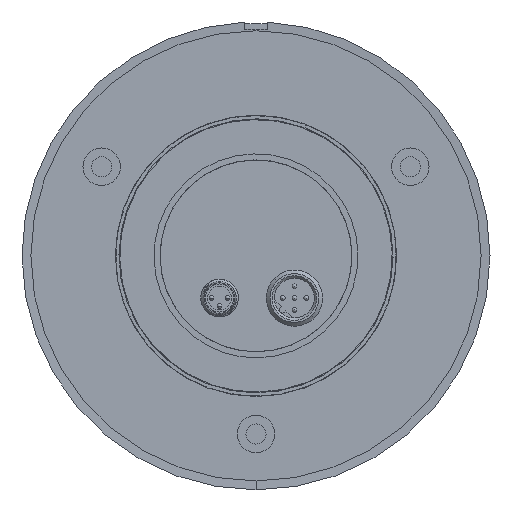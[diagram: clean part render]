
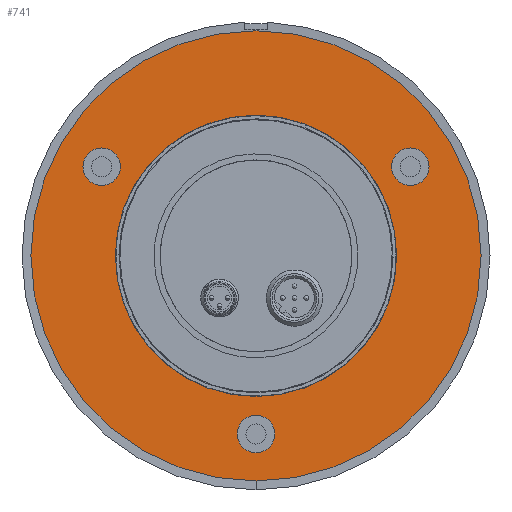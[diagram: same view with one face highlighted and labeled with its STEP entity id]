
A CAD part, front view. The second image highlights one B-rep face of the part: STEP entity #741.
In plain terms, the highlighted planar face has unit normal (0, -1, 0).
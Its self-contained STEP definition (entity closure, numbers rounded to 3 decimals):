
#450 = EDGE_CURVE ( 'NONE', #4702, #4701, #3237, .T. ) ;
#453 = EDGE_CURVE ( 'NONE', #4700, #4699, #3245, .T. ) ;
#457 = EDGE_CURVE ( 'NONE', #5811, #5810, #794, .T. ) ;
#461 = EDGE_CURVE ( 'NONE', #5807, #5806, #799, .T. ) ;
#466 = EDGE_CURVE ( 'NONE', #5800, #5801, #797, .T. ) ;
#469 = EDGE_CURVE ( 'NONE', #5801, #5800, #803, .T. ) ;
#470 = EDGE_CURVE ( 'NONE', #5806, #5807, #808, .T. ) ;
#472 = EDGE_CURVE ( 'NONE', #5810, #5811, #814, .T. ) ;
#474 = EDGE_CURVE ( 'NONE', #4699, #4700, #818, .T. ) ;
#476 = EDGE_CURVE ( 'NONE', #4701, #4702, #822, .T. ) ;
#741 = ADVANCED_FACE ( 'NONE', ( #2193, #2194, #2195, #2196, #2197 ), #5370, .F. ) ;
#794 = CIRCLE ( 'NONE', #795, 4. ) ;
#795 = AXIS2_PLACEMENT_3D ( 'NONE', #1740, #1738, #1737 ) ;
#797 = CIRCLE ( 'NONE', #809, 48. ) ;
#799 = CIRCLE ( 'NONE', #801, 4. ) ;
#801 = AXIS2_PLACEMENT_3D ( 'NONE', #1724, #1723, #1721 ) ;
#803 = CIRCLE ( 'NONE', #815, 48. ) ;
#808 = CIRCLE ( 'NONE', #817, 4. ) ;
#809 = AXIS2_PLACEMENT_3D ( 'NONE', #1703, #1702, #1701 ) ;
#814 = CIRCLE ( 'NONE', #821, 4. ) ;
#815 = AXIS2_PLACEMENT_3D ( 'NONE', #1691, #1690, #1689 ) ;
#817 = AXIS2_PLACEMENT_3D ( 'NONE', #1687, #1686, #1683 ) ;
#818 = CIRCLE ( 'NONE', #825, 4. ) ;
#821 = AXIS2_PLACEMENT_3D ( 'NONE', #1653, #1652, #1650 ) ;
#822 = CIRCLE ( 'NONE', #829, 30. ) ;
#825 = AXIS2_PLACEMENT_3D ( 'NONE', #1643, #1642, #1641 ) ;
#829 = AXIS2_PLACEMENT_3D ( 'NONE', #1636, #1635, #1634 ) ;
#1634 = DIRECTION ( 'NONE',  ( 0.866, 0., -0.5 ) ) ;
#1635 = DIRECTION ( 'NONE',  ( 0., -1., 0. ) ) ;
#1636 = CARTESIAN_POINT ( 'NONE',  ( 0., -7.29, 0. ) ) ;
#1641 = DIRECTION ( 'NONE',  ( -0.866, 0., 0.5 ) ) ;
#1642 = DIRECTION ( 'NONE',  ( 0., -1., 0. ) ) ;
#1643 = CARTESIAN_POINT ( 'NONE',  ( 32.909, -7.29, 19. ) ) ;
#1650 = DIRECTION ( 'NONE',  ( -0.866, 0., 0.5 ) ) ;
#1652 = DIRECTION ( 'NONE',  ( 0., -1., 0. ) ) ;
#1653 = CARTESIAN_POINT ( 'NONE',  ( 0., -7.29, -38. ) ) ;
#1683 = DIRECTION ( 'NONE',  ( -0.866, 0., 0.5 ) ) ;
#1686 = DIRECTION ( 'NONE',  ( 0., -1., 0. ) ) ;
#1687 = CARTESIAN_POINT ( 'NONE',  ( -32.909, -7.29, 19. ) ) ;
#1689 = DIRECTION ( 'NONE',  ( 0.866, 0., -0.5 ) ) ;
#1690 = DIRECTION ( 'NONE',  ( 0., -1., 0. ) ) ;
#1691 = CARTESIAN_POINT ( 'NONE',  ( 0., -7.29, 0. ) ) ;
#1701 = DIRECTION ( 'NONE',  ( 0.866, 0., -0.5 ) ) ;
#1702 = DIRECTION ( 'NONE',  ( 0., -1., 0. ) ) ;
#1703 = CARTESIAN_POINT ( 'NONE',  ( 0., -7.29, 0. ) ) ;
#1721 = DIRECTION ( 'NONE',  ( -0.866, 0., 0.5 ) ) ;
#1723 = DIRECTION ( 'NONE',  ( 0., -1., 0. ) ) ;
#1724 = CARTESIAN_POINT ( 'NONE',  ( -32.909, -7.29, 19. ) ) ;
#1737 = DIRECTION ( 'NONE',  ( -0.866, 0., 0.5 ) ) ;
#1738 = DIRECTION ( 'NONE',  ( 0., -1., 0. ) ) ;
#1740 = CARTESIAN_POINT ( 'NONE',  ( 0., -7.29, -38. ) ) ;
#1752 = DIRECTION ( 'NONE',  ( -0.866, 0., 0.5 ) ) ;
#1753 = DIRECTION ( 'NONE',  ( 0., -1., 0. ) ) ;
#1755 = CARTESIAN_POINT ( 'NONE',  ( 32.909, -7.29, 19. ) ) ;
#1762 = DIRECTION ( 'NONE',  ( 0.866, 0., -0.5 ) ) ;
#1763 = DIRECTION ( 'NONE',  ( 0., -1., 0. ) ) ;
#1765 = CARTESIAN_POINT ( 'NONE',  ( 0., -7.29, 0. ) ) ;
#2193 = FACE_BOUND ( 'NONE', #5821, .T. ) ;
#2194 = FACE_BOUND ( 'NONE', #5822, .T. ) ;
#2195 = FACE_BOUND ( 'NONE', #5823, .T. ) ;
#2196 = FACE_BOUND ( 'NONE', #5824, .T. ) ;
#2197 = FACE_OUTER_BOUND ( 'NONE', #5825, .T. ) ;
#3237 = CIRCLE ( 'NONE', #3242, 30. ) ;
#3242 = AXIS2_PLACEMENT_3D ( 'NONE', #1765, #1763, #1762 ) ;
#3245 = CIRCLE ( 'NONE', #3354, 4. ) ;
#3354 = AXIS2_PLACEMENT_3D ( 'NONE', #1755, #1753, #1752 ) ;
#3419 = AXIS2_PLACEMENT_3D ( 'NONE', #5369, #5368, #5367 ) ;
#3940 = ORIENTED_EDGE ( 'NONE', *, *, #469, .T. ) ;
#3941 = ORIENTED_EDGE ( 'NONE', *, *, #450, .F. ) ;
#3943 = ORIENTED_EDGE ( 'NONE', *, *, #476, .F. ) ;
#3944 = ORIENTED_EDGE ( 'NONE', *, *, #470, .F. ) ;
#3945 = ORIENTED_EDGE ( 'NONE', *, *, #461, .F. ) ;
#3946 = ORIENTED_EDGE ( 'NONE', *, *, #472, .F. ) ;
#3947 = ORIENTED_EDGE ( 'NONE', *, *, #457, .F. ) ;
#3948 = ORIENTED_EDGE ( 'NONE', *, *, #474, .F. ) ;
#3949 = ORIENTED_EDGE ( 'NONE', *, *, #453, .F. ) ;
#3950 = ORIENTED_EDGE ( 'NONE', *, *, #466, .T. ) ;
#4699 = VERTEX_POINT ( 'NONE', #5016 ) ;
#4700 = VERTEX_POINT ( 'NONE', #5015 ) ;
#4701 = VERTEX_POINT ( 'NONE', #5014 ) ;
#4702 = VERTEX_POINT ( 'NONE', #5013 ) ;
#4874 = CARTESIAN_POINT ( 'NONE',  ( -3.464, -7.29, -36. ) ) ;
#4875 = CARTESIAN_POINT ( 'NONE',  ( 3.464, -7.29, -40. ) ) ;
#4879 = CARTESIAN_POINT ( 'NONE',  ( -36.373, -7.29, 21. ) ) ;
#4880 = CARTESIAN_POINT ( 'NONE',  ( -29.445, -7.29, 17. ) ) ;
#4887 = CARTESIAN_POINT ( 'NONE',  ( -41.569, -7.29, 24. ) ) ;
#4888 = CARTESIAN_POINT ( 'NONE',  ( 41.569, -7.29, -24. ) ) ;
#5013 = CARTESIAN_POINT ( 'NONE',  ( -25.981, -7.29, 15. ) ) ;
#5014 = CARTESIAN_POINT ( 'NONE',  ( 25.981, -7.29, -15. ) ) ;
#5015 = CARTESIAN_POINT ( 'NONE',  ( 29.445, -7.29, 21. ) ) ;
#5016 = CARTESIAN_POINT ( 'NONE',  ( 36.373, -7.29, 17. ) ) ;
#5367 = DIRECTION ( 'NONE',  ( -0.866, 0., 0.5 ) ) ;
#5368 = DIRECTION ( 'NONE',  ( 0., 1., 0. ) ) ;
#5369 = CARTESIAN_POINT ( 'NONE',  ( -15., -7.29, -25.981 ) ) ;
#5370 = PLANE ( 'NONE',  #3419 ) ;
#5800 = VERTEX_POINT ( 'NONE', #4888 ) ;
#5801 = VERTEX_POINT ( 'NONE', #4887 ) ;
#5806 = VERTEX_POINT ( 'NONE', #4880 ) ;
#5807 = VERTEX_POINT ( 'NONE', #4879 ) ;
#5810 = VERTEX_POINT ( 'NONE', #4875 ) ;
#5811 = VERTEX_POINT ( 'NONE', #4874 ) ;
#5821 = EDGE_LOOP ( 'NONE', ( #3949, #3948 ) ) ;
#5822 = EDGE_LOOP ( 'NONE', ( #3947, #3946 ) ) ;
#5823 = EDGE_LOOP ( 'NONE', ( #3945, #3944 ) ) ;
#5824 = EDGE_LOOP ( 'NONE', ( #3943, #3941 ) ) ;
#5825 = EDGE_LOOP ( 'NONE', ( #3950, #3940 ) ) ;
